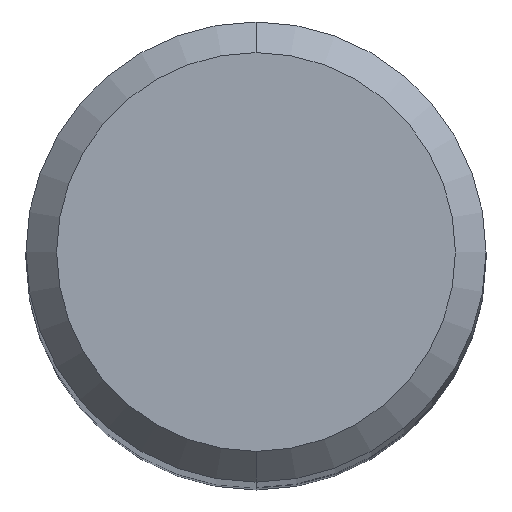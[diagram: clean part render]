
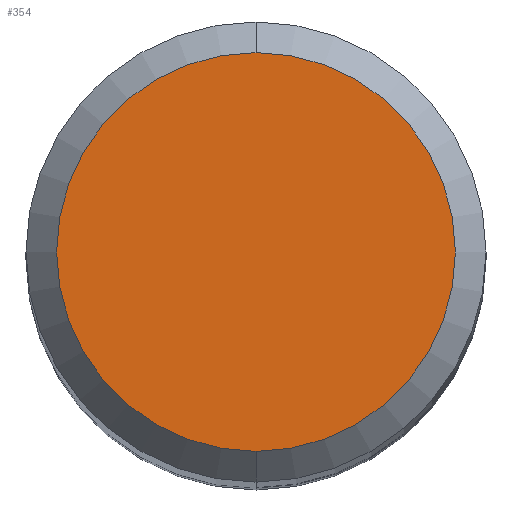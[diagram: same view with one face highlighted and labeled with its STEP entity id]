
A CAD part, top view. The second image highlights one B-rep face of the part: STEP entity #354.
In plain terms, the highlighted planar face has unit normal (0, 0, 1).
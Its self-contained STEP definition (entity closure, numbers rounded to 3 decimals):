
#298=VERTEX_POINT('',#602);
#354=ADVANCED_FACE('',(#666),#667,.T.);
#360=EDGE_CURVE('',#298,#440,#674,.T.);
#404=EDGE_CURVE('',#440,#298,#724,.T.);
#440=VERTEX_POINT('',#761);
#602=CARTESIAN_POINT('',(0.0,2.6,0.0));
#666=FACE_OUTER_BOUND('',#1119,.T.);
#667=PLANE('',#1120);
#674=CIRCLE('',#1128,2.6);
#724=CIRCLE('',#1260,2.6);
#761=CARTESIAN_POINT('',(0.,-2.6,0.0));
#1119=EDGE_LOOP('',(#1616,#1617));
#1120=AXIS2_PLACEMENT_3D('',#1618,#1619,#1620);
#1128=AXIS2_PLACEMENT_3D('',#1630,#1631,#1632);
#1260=AXIS2_PLACEMENT_3D('',#1697,#1698,#1699);
#1616=ORIENTED_EDGE('',*,*,#360,.F.);
#1617=ORIENTED_EDGE('',*,*,#404,.F.);
#1618=CARTESIAN_POINT('',(0.0,1.3,0.0));
#1619=DIRECTION('',(-0.0,0.0,1.0));
#1620=DIRECTION('',(0.0,-1.0,0.0));
#1630=CARTESIAN_POINT('',(0.0,0.0,0.0));
#1631=DIRECTION('',(0.0,0.0,-1.0));
#1632=DIRECTION('',(0.0,1.0,0.0));
#1697=CARTESIAN_POINT('',(0.0,0.0,0.0));
#1698=DIRECTION('',(0.0,0.0,-1.0));
#1699=DIRECTION('',(0.0,1.0,0.0));
